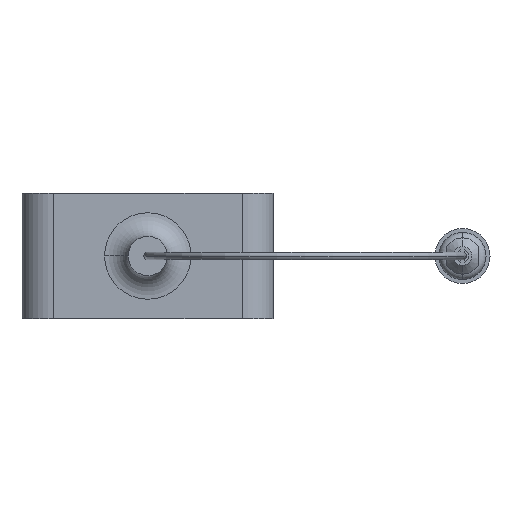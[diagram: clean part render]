
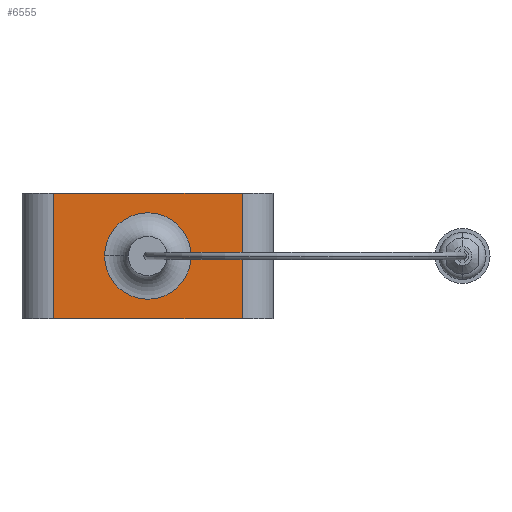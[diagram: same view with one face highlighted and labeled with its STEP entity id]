
A CAD part, front view. The second image highlights one B-rep face of the part: STEP entity #6555.
In plain terms, the highlighted planar face has unit normal (0, -1, 0).
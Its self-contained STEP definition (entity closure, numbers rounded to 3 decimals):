
#9 = VERTEX_POINT ( 'NONE', #5637 ) ;
#58 = DIRECTION ( 'NONE',  ( 1., 0., 0. ) ) ;
#136 = VECTOR ( 'NONE', #3564, 1000. ) ;
#217 = CARTESIAN_POINT ( 'NONE',  ( -28., -3., 4. ) ) ;
#395 = VECTOR ( 'NONE', #3354, 1000. ) ;
#617 = CARTESIAN_POINT ( 'NONE',  ( -26., -3., -4. ) ) ;
#723 = VERTEX_POINT ( 'NONE', #1184 ) ;
#751 = LINE ( 'NONE', #5601, #3309 ) ;
#848 = ORIENTED_EDGE ( 'NONE', *, *, #4089, .T. ) ;
#855 = EDGE_CURVE ( 'Defeature ausgef�hrt2_3+Defeature ausgef�hrt2_21+Defeature ausgef�hrt2_8+Defeature ausgef�hrt2_9', #4419, #4924, #4203, .T. ) ;
#903 = CIRCLE ( 'NONE', #5174, 2.75 ) ;
#931 = CARTESIAN_POINT ( 'NONE',  ( -20., -3., 0. ) ) ;
#956 = ORIENTED_EDGE ( 'NONE', *, *, #4269, .F. ) ;
#981 = LINE ( 'NONE', #1376, #3461 ) ;
#1075 = ORIENTED_EDGE ( 'NONE', *, *, #2725, .T. ) ;
#1135 = FACE_OUTER_BOUND ( 'NONE', #6446, .T. ) ;
#1143 = CIRCLE ( 'NONE', #4287, 2.75 ) ;
#1184 = CARTESIAN_POINT ( 'NONE',  ( -14., -3., 4. ) ) ;
#1376 = CARTESIAN_POINT ( 'NONE',  ( -14., -3., 4. ) ) ;
#1629 = CARTESIAN_POINT ( 'NONE',  ( -17.25, -3., 0. ) ) ;
#1750 = PLANE ( 'NONE',  #2408 ) ;
#1856 = EDGE_LOOP ( 'NONE', ( #4917, #3269 ) ) ;
#2388 = CARTESIAN_POINT ( 'NONE',  ( -20., -3., 0. ) ) ;
#2408 = AXIS2_PLACEMENT_3D ( 'NONE', #217, #5861, #5302 ) ;
#2486 = DIRECTION ( 'NONE',  ( 0., 1., 0. ) ) ;
#2725 = EDGE_CURVE ( 'Defeature ausgef�hrt2_3+Defeature ausgef�hrt2_9+Defeature ausgef�hrt2_21+Defeature ausgef�hrt2_20', #4924, #3243, #6554, .T. ) ;
#2823 = CARTESIAN_POINT ( 'NONE',  ( -26., -3., 4. ) ) ;
#2882 = DIRECTION ( 'NONE',  ( -1., 0., 0. ) ) ;
#2912 = DIRECTION ( 'NONE',  ( 0., 0., 1. ) ) ;
#3243 = VERTEX_POINT ( 'NONE', #5776 ) ;
#3269 = ORIENTED_EDGE ( 'NONE', *, *, #4504, .T. ) ;
#3309 = VECTOR ( 'NONE', #58, 1000. ) ;
#3354 = DIRECTION ( 'NONE',  ( 0., 0., -1. ) ) ;
#3461 = VECTOR ( 'NONE', #2912, 1000. ) ;
#3564 = DIRECTION ( 'NONE',  ( 1., 0., 0. ) ) ;
#4089 = EDGE_CURVE ( 'Defeature ausgef�hrt2_3+Defeature ausgef�hrt2_20+Defeature ausgef�hrt2_9+Defeature ausgef�hrt2_8', #3243, #723, #981, .T. ) ;
#4162 = CARTESIAN_POINT ( 'NONE',  ( -26., -3., 4. ) ) ;
#4203 = LINE ( 'NONE', #2823, #395 ) ;
#4269 = EDGE_CURVE ( 'Defeature ausgef�hrt2_8+Defeature ausgef�hrt2_3+Defeature ausgef�hrt2_21+Defeature ausgef�hrt2_20', #4419, #723, #751, .T. ) ;
#4287 = AXIS2_PLACEMENT_3D ( 'NONE', #931, #2486, #5007 ) ;
#4419 = VERTEX_POINT ( 'NONE', #4162 ) ;
#4504 = EDGE_CURVE ( 'Defeature ausgef�hrt2_3+Defeature ausgef�hrt2_30+Defeature ausgef�hrt2_30+Defeature ausgef�hrt2_30', #6384, #9, #903, .T. ) ;
#4506 = ORIENTED_EDGE ( 'NONE', *, *, #855, .T. ) ;
#4917 = ORIENTED_EDGE ( 'NONE', *, *, #5966, .T. ) ;
#4924 = VERTEX_POINT ( 'NONE', #617 ) ;
#5007 = DIRECTION ( 'NONE',  ( -1., 0., 0. ) ) ;
#5174 = AXIS2_PLACEMENT_3D ( 'NONE', #2388, #5806, #2882 ) ;
#5302 = DIRECTION ( 'NONE',  ( -1., 0., 0. ) ) ;
#5436 = FACE_BOUND ( 'NONE', #1856, .T. ) ;
#5601 = CARTESIAN_POINT ( 'NONE',  ( -28., -3., 4. ) ) ;
#5637 = CARTESIAN_POINT ( 'NONE',  ( -22.75, -3., 0. ) ) ;
#5776 = CARTESIAN_POINT ( 'NONE',  ( -14., -3., -4. ) ) ;
#5806 = DIRECTION ( 'NONE',  ( 0., 1., 0. ) ) ;
#5861 = DIRECTION ( 'NONE',  ( 0., 1., 0. ) ) ;
#5966 = EDGE_CURVE ( 'Defeature ausgef�hrt2_3+Defeature ausgef�hrt2_30+Defeature ausgef�hrt2_30+Defeature ausgef�hrt2_30', #9, #6384, #1143, .T. ) ;
#6140 = CARTESIAN_POINT ( 'NONE',  ( -28., -3., -4. ) ) ;
#6384 = VERTEX_POINT ( 'NONE', #1629 ) ;
#6446 = EDGE_LOOP ( 'NONE', ( #1075, #848, #956, #4506 ) ) ;
#6554 = LINE ( 'NONE', #6140, #136 ) ;
#6555 = ADVANCED_FACE ( 'Defeature ausgef�hrt2_3', ( #5436, #1135 ), #1750, .F. ) ;
